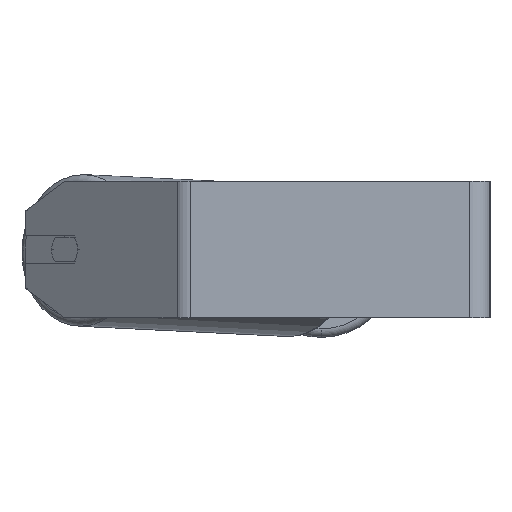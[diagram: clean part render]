
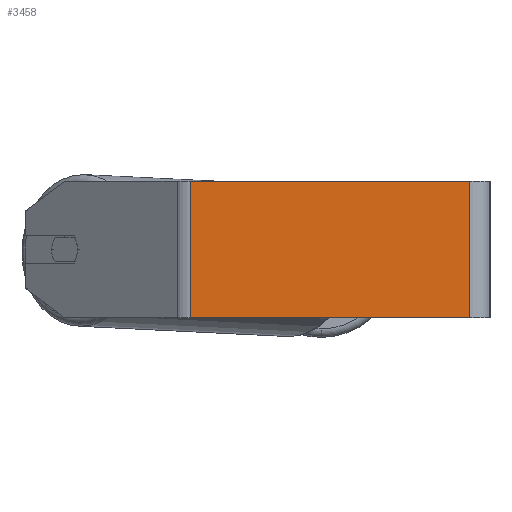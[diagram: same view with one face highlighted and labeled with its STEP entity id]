
A CAD part, left-side view. The second image highlights one B-rep face of the part: STEP entity #3458.
In plain terms, the highlighted planar face has unit normal (-1, 0, 0).
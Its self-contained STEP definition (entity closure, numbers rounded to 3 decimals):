
#941 = LINE ( 'NONE', #7836, #4235 ) ;
#1025 = ORIENTED_EDGE ( 'NONE', *, *, #2471, .F. ) ;
#1400 = ORIENTED_EDGE ( 'NONE', *, *, #4667, .F. ) ;
#1426 = ORIENTED_EDGE ( 'NONE', *, *, #8211, .T. ) ;
#1468 = DIRECTION ( 'NONE',  ( 0., 0., -1. ) ) ;
#1648 = VECTOR ( 'NONE', #4027, 1000. ) ;
#2155 = VERTEX_POINT ( 'NONE', #4201 ) ;
#2471 = EDGE_CURVE ( 'NONE', #2155, #4165, #6085, .T. ) ;
#2667 = VECTOR ( 'NONE', #1468, 1000. ) ;
#3054 = VERTEX_POINT ( 'NONE', #5682 ) ;
#3214 = PLANE ( 'NONE',  #7010 ) ;
#3318 = CARTESIAN_POINT ( 'NONE',  ( -360., 180.109, -40. ) ) ;
#3458 = ADVANCED_FACE ( 'NONE', ( #7430 ), #3214, .F. ) ;
#3653 = DIRECTION ( 'NONE',  ( 1., 0., 0. ) ) ;
#4027 = DIRECTION ( 'NONE',  ( 0., 0., -1. ) ) ;
#4165 = VERTEX_POINT ( 'NONE', #8189 ) ;
#4187 = CARTESIAN_POINT ( 'NONE',  ( -360., 12., 40. ) ) ;
#4201 = CARTESIAN_POINT ( 'NONE',  ( -360., 12., 40. ) ) ;
#4235 = VECTOR ( 'NONE', #6426, 1000. ) ;
#4398 = EDGE_CURVE ( 'NONE', #3054, #4559, #6104, .T. ) ;
#4452 = VECTOR ( 'NONE', #7453, 1000. ) ;
#4559 = VERTEX_POINT ( 'NONE', #8102 ) ;
#4641 = ORIENTED_EDGE ( 'NONE', *, *, #4398, .T. ) ;
#4667 = EDGE_CURVE ( 'NONE', #3054, #2155, #941, .T. ) ;
#4760 = CARTESIAN_POINT ( 'NONE',  ( -360., 175.741, 40. ) ) ;
#4992 = CARTESIAN_POINT ( 'NONE',  ( -360., 180.109, 40. ) ) ;
#5563 = EDGE_LOOP ( 'NONE', ( #1426, #1025, #1400, #4641 ) ) ;
#5682 = CARTESIAN_POINT ( 'NONE',  ( -360., 175.741, 40. ) ) ;
#6085 = LINE ( 'NONE', #4187, #1648 ) ;
#6104 = LINE ( 'NONE', #4760, #2667 ) ;
#6355 = DIRECTION ( 'NONE',  ( 0., 0., -1. ) ) ;
#6426 = DIRECTION ( 'NONE',  ( 0., -1., 0. ) ) ;
#7010 = AXIS2_PLACEMENT_3D ( 'NONE', #4992, #3653, #6355 ) ;
#7430 = FACE_OUTER_BOUND ( 'NONE', #5563, .T. ) ;
#7453 = DIRECTION ( 'NONE',  ( 0., -1., 0. ) ) ;
#7836 = CARTESIAN_POINT ( 'NONE',  ( -360., 180.109, 40. ) ) ;
#8038 = LINE ( 'NONE', #3318, #4452 ) ;
#8102 = CARTESIAN_POINT ( 'NONE',  ( -360., 175.741, -40. ) ) ;
#8189 = CARTESIAN_POINT ( 'NONE',  ( -360., 12., -40. ) ) ;
#8211 = EDGE_CURVE ( 'NONE', #4559, #4165, #8038, .T. ) ;
